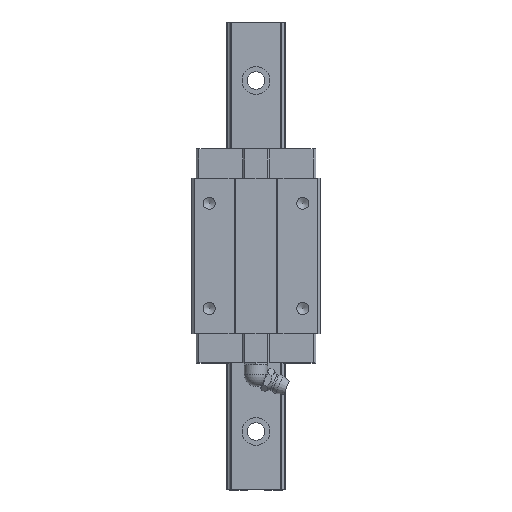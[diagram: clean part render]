
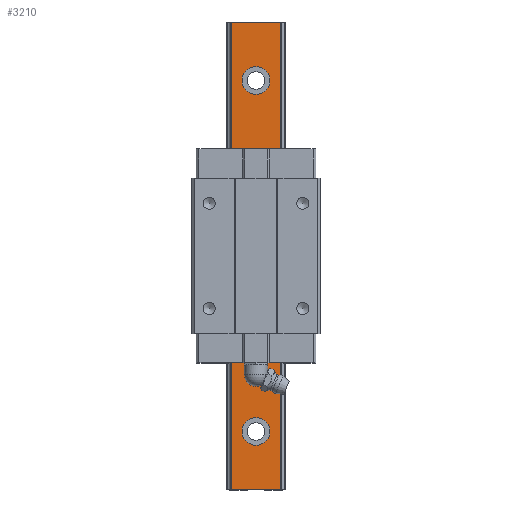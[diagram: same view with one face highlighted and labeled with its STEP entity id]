
A CAD part, top view. The second image highlights one B-rep face of the part: STEP entity #3210.
In plain terms, the highlighted planar face has unit normal (0, 0, 1).
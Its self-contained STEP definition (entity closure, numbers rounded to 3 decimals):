
#62=CIRCLE('',#4064,4.75);
#67=CIRCLE('',#4081,4.75);
#91=CIRCLE('',#4136,4.75);
#492=ORIENTED_EDGE('',*,*,#1259,.T.);
#493=ORIENTED_EDGE('',*,*,#1278,.T.);
#494=ORIENTED_EDGE('',*,*,#1360,.T.);
#495=ORIENTED_EDGE('',*,*,#1361,.T.);
#496=ORIENTED_EDGE('',*,*,#1362,.F.);
#497=ORIENTED_EDGE('',*,*,#1363,.F.);
#498=ORIENTED_EDGE('',*,*,#1358,.T.);
#1259=EDGE_CURVE('',#1720,#1720,#62,.T.);
#1278=EDGE_CURVE('',#1733,#1733,#67,.T.);
#1358=EDGE_CURVE('',#1785,#1784,#2090,.T.);
#1360=EDGE_CURVE('',#1786,#1786,#91,.T.);
#1361=EDGE_CURVE('',#1784,#1787,#2091,.T.);
#1362=EDGE_CURVE('',#1788,#1787,#2092,.T.);
#1363=EDGE_CURVE('',#1785,#1788,#2093,.T.);
#1720=VERTEX_POINT('',#5414);
#1733=VERTEX_POINT('',#5466);
#1784=VERTEX_POINT('',#5630);
#1785=VERTEX_POINT('',#5632);
#1786=VERTEX_POINT('',#5636);
#1787=VERTEX_POINT('',#5638);
#1788=VERTEX_POINT('',#5640);
#2090=LINE('',#5631,#2374);
#2091=LINE('',#5637,#2375);
#2092=LINE('',#5639,#2376);
#2093=LINE('',#5641,#2377);
#2374=VECTOR('',#4628,1000.);
#2375=VECTOR('',#4635,1000.);
#2376=VECTOR('',#4636,1000.);
#2377=VECTOR('',#4637,1000.);
#2643=EDGE_LOOP('',(#492));
#2644=EDGE_LOOP('',(#493));
#2645=EDGE_LOOP('',(#494));
#2646=EDGE_LOOP('',(#495,#496,#497,#498));
#2874=FACE_BOUND('',#2643,.T.);
#2875=FACE_BOUND('',#2644,.T.);
#2876=FACE_BOUND('',#2645,.T.);
#2877=FACE_BOUND('',#2646,.T.);
#3082=PLANE('',#4135);
#3210=ADVANCED_FACE('',(#2874,#2875,#2876,#2877),#3082,.F.);
#4064=AXIS2_PLACEMENT_3D('',#5413,#4429,#4430);
#4081=AXIS2_PLACEMENT_3D('',#5465,#4469,#4470);
#4135=AXIS2_PLACEMENT_3D('',#5634,#4631,#4632);
#4136=AXIS2_PLACEMENT_3D('',#5635,#4633,#4634);
#4429=DIRECTION('',(0.,0.,-1.));
#4430=DIRECTION('',(1.,0.,0.));
#4469=DIRECTION('',(0.,0.,-1.));
#4470=DIRECTION('',(1.,0.,0.));
#4628=DIRECTION('',(0.,1.,0.));
#4631=DIRECTION('',(0.,0.,-1.));
#4632=DIRECTION('',(-1.,0.,0.));
#4633=DIRECTION('',(0.,0.,-1.));
#4634=DIRECTION('',(1.,0.,0.));
#4635=DIRECTION('',(-1.,0.,0.));
#4636=DIRECTION('',(0.,1.,0.));
#4637=DIRECTION('',(-1.,0.,0.));
#5413=CARTESIAN_POINT('',(0.,-60.,16.5));
#5414=CARTESIAN_POINT('',(4.75,-60.,16.5));
#5465=CARTESIAN_POINT('',(0.,0.,16.5));
#5466=CARTESIAN_POINT('',(4.75,0.,16.5));
#5630=CARTESIAN_POINT('',(8.395,80.,16.5));
#5631=CARTESIAN_POINT('',(8.395,-80.,16.5));
#5632=CARTESIAN_POINT('',(8.395,-80.,16.5));
#5634=CARTESIAN_POINT('',(8.395,-80.,16.5));
#5635=CARTESIAN_POINT('',(0.,60.,16.5));
#5636=CARTESIAN_POINT('',(4.75,60.,16.5));
#5637=CARTESIAN_POINT('',(8.395,80.,16.5));
#5638=CARTESIAN_POINT('',(-8.395,80.,16.5));
#5639=CARTESIAN_POINT('',(-8.395,-80.,16.5));
#5640=CARTESIAN_POINT('',(-8.395,-80.,16.5));
#5641=CARTESIAN_POINT('',(8.395,-80.,16.5));
